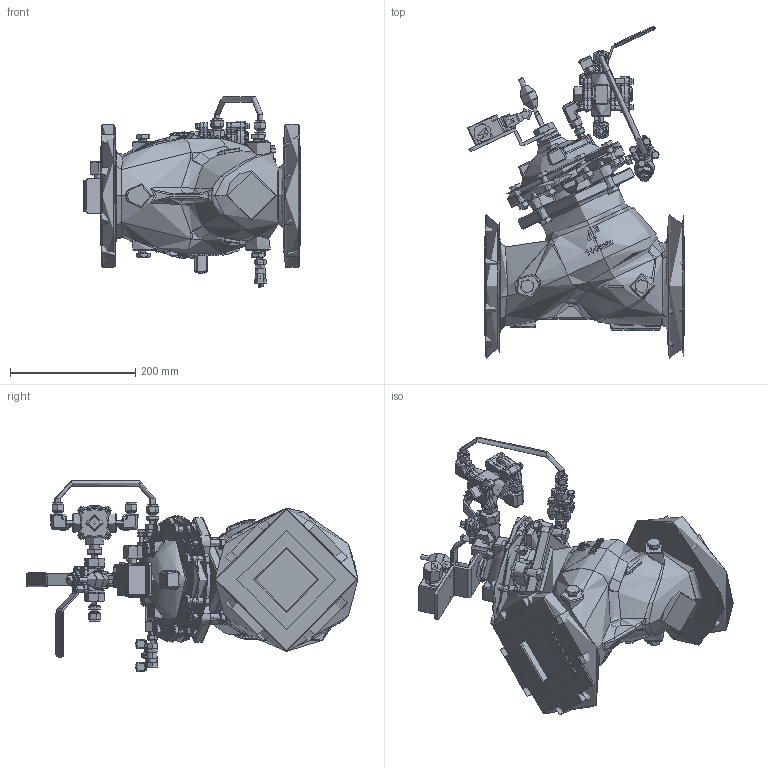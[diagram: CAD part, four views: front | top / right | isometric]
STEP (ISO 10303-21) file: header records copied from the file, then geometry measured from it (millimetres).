
FILE_DESCRIPTION (( 'STEP AP214' ), '1' );
FILE_NAME ('PC5-FC-4-700E-5X-BO-Y-N-16-UC-NN-NS.STEP', '2019-05-08T05:44:49', ( '' ), ( '' ), 'SwSTEP 2.0', 'SolidWorks 2018', '' );
FILE_SCHEMA (( 'AUTOMOTIVE_DESIGN' ));
Length unit declared in the file: millimetre
Products named in the file (169): Body 2A New; 063804X068; Nut - 2A- New; 4in 700 Cover for STD Machining; DIN 933 A2 CLASS 70 - M6 x 35-C1; 25200S0396; 9901260055_9901260055; DIN 912 A4 CLASS 70 M8 x 16; Body-9990000118; Sleeve - 3W; 9920000019-FZ_Head 90 Deg; 060404X116_060404C116; 060408X123; 063800S121; 9950000115 Body; DIN 934 A4 - M6 - D - C1; 063804X123; ZF_STEP_VF_TE51_A10; Stopper - 3W; Handle - 3W; 29402S0018; DIN 127 B A4 CLASS 70 M6; 060400S121_060400S121; Axel - 3W; 5005US0000; DIN 933 A4 CLASS 70 - M12 x 35-C1; 063802X069_063802B069; LS Insert; 9990000118; 060400S121; 063804X068_063804B068; 4inch 700 Separating Partition For Ductile Iron ; Reverse Flow Label; Reverse Flow Label_1.5"; DIN 934 A4 - M10 - D - C1; 060204S123-hat; FIT-Sizable; 073808S000-PC5-FC-4-700E-5X-BO-Y-N-16-UC-NN-NS_01; 9920000050_9920000050; FP-4-700-STD-V ...
Assembly tree (135 placements, depth 6):
  4in 700 Cover for STD Machining
  DIN 933 A2 CLASS 70 - M6 x 35-C1
  DIN 912 A4 CLASS 70 M8 x 16
  Sleeve - 3W
  DIN 934 A4 - M6 - D - C1
Bounding box: 346.69 x 530.6 x 305.38 mm (x, y, z)
Volume: 9909828.8 mm3; surface area: 1041978 mm2
Topology: 129 solids, 129 shells, 6636 faces, 16197 edges, 10015 vertices
Faces by surface type: plane 2349, cylinder 1418, bspline 1222, cone 1004, torus 565, sphere 78
Full cylindrical faces by diameter (mm): 2 x1, 3.5 x2, 3.9 x1, 4 x9, 4.5 x2, 4.8 x1, 5 x22, 5.3 x7, 5.5 x2, 5.8 x3, 6 x16, 6.2 x12, 6.4 x2, 7 x10, 7.1 x5, 7.11 x7, 7.3 x1, 7.5 x6, 7.51 x1, 7.71 x2, 7.74 x3, 8 x16, 8.1 x1, 8.3 x5, 8.433 x1, 8.5 x10, 8.636 x6, 9.093 x4, 9.3 x1, 9.52 x7
Entity records: 481237 total; most frequent: CARTESIAN_POINT 310138, ORIENTED_EDGE 24474, DIRECTION 21232, EDGE_CURVE 12237, AXIS2_PLACEMENT_3D 8420, VERTEX_POINT 7907, EDGE_LOOP 6492, FACE_OUTER_BOUND 5797
